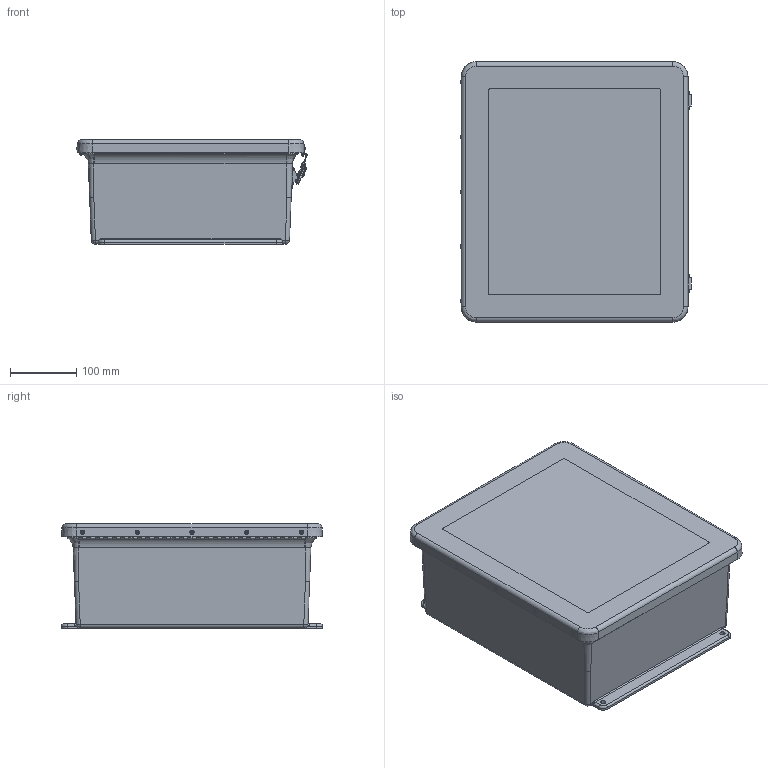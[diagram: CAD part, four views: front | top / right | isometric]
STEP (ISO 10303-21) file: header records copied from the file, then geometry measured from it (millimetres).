
FILE_DESCRIPTION (( 'STEP AP214' ), '1' );
FILE_NAME ('MW1412HLL.STEP', '2018-11-07T12:11:03', ( '' ), ( '' ), 'SwSTEP 2.0', 'SolidWorks 2018', '' );
FILE_SCHEMA (( 'AUTOMOTIVE_DESIGN' ));
Length unit declared in the file: inch
Products named in the file (1): MW1412HLL
Bounding box: 348.07 x 393.7 x 157.44 mm (x, y, z)
Volume: 2125620.1 mm3; surface area: 1062225.2 mm2
Topology: 51 solids, 51 shells, 1235 faces, 3111 edges, 2020 vertices
Faces by surface type: plane 558, cylinder 484, bspline 130, cone 53, torus 10
Full cylindrical faces by diameter (mm): 2.159 x55, 2.4 x2, 2.7 x4, 3 x2, 3.175 x18, 3.25 x2, 3.302 x4, 3.327 x10, 3.5 x2, 3.556 x18, 3.861 x8, 3.962 x7, 4.2 x4, 4.609 x2, 4.618 x2, 4.7 x2, 4.9 x2, 5 x4, 5.3 x2, 5.537 x4, 6.35 x18, 6.858 x4, 13.3 x2, 13.5 x2
Entity records: 64974 total; most frequent: CARTESIAN_POINT 19607, DIRECTION 5718, ORIENTED_EDGE 5684, EDGE_CURVE 2842, AXIS2_PLACEMENT_3D 2105, VERTEX_POINT 1980, EDGE_LOOP 1740, LINE 1508
